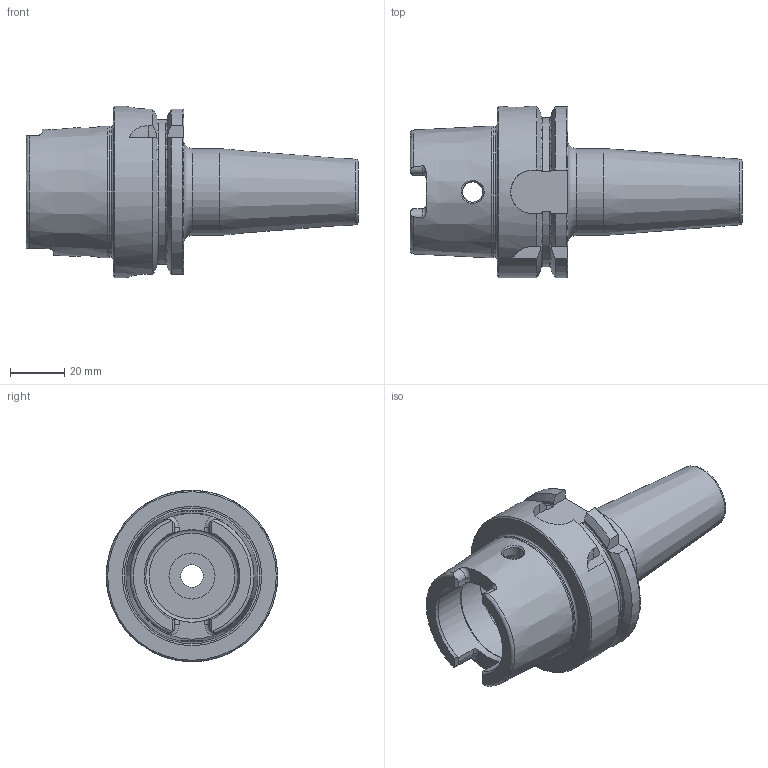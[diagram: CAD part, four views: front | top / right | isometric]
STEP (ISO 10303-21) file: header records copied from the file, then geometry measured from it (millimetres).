
FILE_DESCRIPTION(/* description */ (''),/* implementation_level */ '2;1');
FILE_NAME(/* name */ 'VQ032.stp',/* time_stamp */ '2022-03-31T08:46:12+09:00',/* author */ ('eos'),/* organization */ (''),/* preprocessor_version */ 'ST-DEVELOPER v18.1',/* originating_system */ 'Autodesk Inventor 2022',/* authorisation */ '');
FILE_SCHEMA (('AUTOMOTIVE_DESIGN { 1 0 10303 214 3 1 1 }'));
Length unit declared in the file: millimetre
Products named in the file (1): HSK63A
Bounding box: 122 x 63 x 63 mm (x, y, z)
Volume: 116196.7 mm3; surface area: 30144.9 mm2
Topology: 1 solids, 1 shells, 118 faces, 311 edges, 202 vertices
Faces by surface type: plane 44, cylinder 35, torus 23, cone 14, bspline 2
Full cylindrical faces by diameter (mm): 7.5 x2, 8.4 x1, 8.917 x1, 10 x1, 11.2 x1, 12.7 x1, 13.9 x1, 16.917 x1, 19 x1, 32 x1, 34 x2, 40 x1, 48.041 x1, 63 x1
Entity records: 4397 total; most frequent: CARTESIAN_POINT 1458, ORIENTED_EDGE 622, DIRECTION 606, EDGE_CURVE 311, AXIS2_PLACEMENT_3D 250, VERTEX_POINT 202, EDGE_LOOP 131, CIRCLE 125
